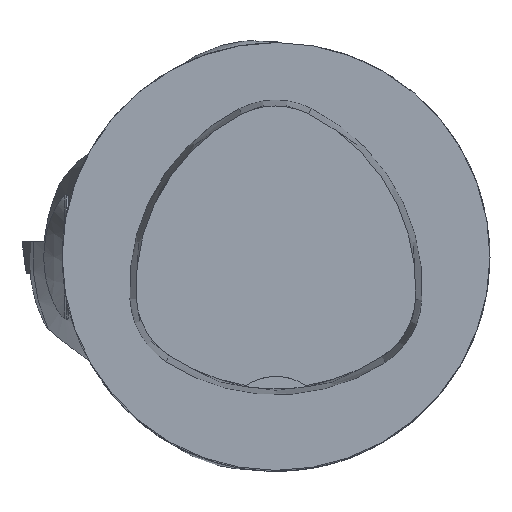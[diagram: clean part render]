
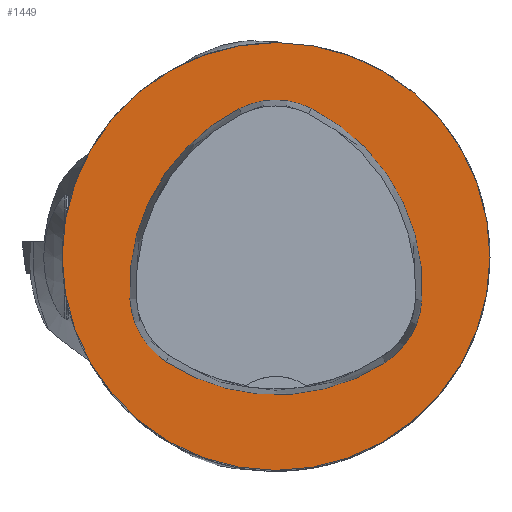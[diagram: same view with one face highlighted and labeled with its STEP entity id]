
A CAD part, top view. The second image highlights one B-rep face of the part: STEP entity #1449.
In plain terms, the highlighted planar face has unit normal (0, 0, 1).
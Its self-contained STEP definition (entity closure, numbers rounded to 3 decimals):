
#1062=PLANE('',#8462);
#1449=ADVANCED_FACE('',(#1932,#1933),#1062,.T.);
#1932=FACE_BOUND('',#2340,.T.);
#1933=FACE_BOUND('',#2341,.T.);
#2340=EDGE_LOOP('',(#5521,#5522,#5523,#5524,#5525,#5526));
#2341=EDGE_LOOP('',(#5527));
#5521=ORIENTED_EDGE('',*,*,#7572,.T.);
#5522=ORIENTED_EDGE('',*,*,#7552,.T.);
#5523=ORIENTED_EDGE('',*,*,#7556,.T.);
#5524=ORIENTED_EDGE('',*,*,#7559,.T.);
#5525=ORIENTED_EDGE('',*,*,#7562,.T.);
#5526=ORIENTED_EDGE('',*,*,#7570,.T.);
#5527=ORIENTED_EDGE('',*,*,#6657,.F.);
#5902=VERTEX_POINT('',#10833);
#6502=VERTEX_POINT('',#13492);
#6503=VERTEX_POINT('',#13493);
#6506=VERTEX_POINT('',#13501);
#6508=VERTEX_POINT('',#13507);
#6510=VERTEX_POINT('',#13513);
#6517=VERTEX_POINT('',#13534);
#6657=EDGE_CURVE('',#5902,#5902,#7739,.T.);
#7552=EDGE_CURVE('',#6502,#6503,#7885,.T.);
#7556=EDGE_CURVE('',#6503,#6506,#7887,.T.);
#7559=EDGE_CURVE('',#6506,#6508,#7889,.T.);
#7562=EDGE_CURVE('',#6508,#6510,#7891,.T.);
#7570=EDGE_CURVE('',#6510,#6517,#7895,.T.);
#7572=EDGE_CURVE('',#6517,#6502,#7897,.T.);
#7739=CIRCLE('',#7959,16.);
#7885=CIRCLE('',#8439,15.);
#7887=CIRCLE('',#8442,6.);
#7889=CIRCLE('',#8445,15.);
#7891=CIRCLE('',#8448,6.);
#7895=CIRCLE('',#8453,15.);
#7897=CIRCLE('',#8456,6.);
#7959=AXIS2_PLACEMENT_3D('',#10832,#8653,#8654);
#8439=AXIS2_PLACEMENT_3D('',#13491,#10092,#10093);
#8442=AXIS2_PLACEMENT_3D('',#13500,#10100,#10101);
#8445=AXIS2_PLACEMENT_3D('',#13506,#10107,#10108);
#8448=AXIS2_PLACEMENT_3D('',#13512,#10114,#10115);
#8453=AXIS2_PLACEMENT_3D('',#13535,#10126,#10127);
#8456=AXIS2_PLACEMENT_3D('',#13538,#10132,#10133);
#8462=AXIS2_PLACEMENT_3D('',#13544,#10144,#10145);
#8653=DIRECTION('',(0.,0.,-1.));
#8654=DIRECTION('',(-1.,0.,0.));
#10092=DIRECTION('',(0.,0.,-1.));
#10093=DIRECTION('',(-1.,0.,0.));
#10100=DIRECTION('',(0.,0.,-1.));
#10101=DIRECTION('',(-1.,0.,0.));
#10107=DIRECTION('',(0.,0.,-1.));
#10108=DIRECTION('',(-1.,0.,0.));
#10114=DIRECTION('',(0.,0.,-1.));
#10115=DIRECTION('',(-1.,0.,0.));
#10126=DIRECTION('',(0.,0.,-1.));
#10127=DIRECTION('',(-1.,0.,0.));
#10132=DIRECTION('',(0.,0.,-1.));
#10133=DIRECTION('',(-1.,0.,0.));
#10144=DIRECTION('',(0.,0.,1.));
#10145=DIRECTION('',(1.,0.,0.));
#10832=CARTESIAN_POINT('',(0.,0.,0.));
#10833=CARTESIAN_POINT('',(-16.,0.,0.));
#13491=CARTESIAN_POINT('',(4.048,-2.316,0.));
#13492=CARTESIAN_POINT('',(-10.926,-3.206,0.));
#13493=CARTESIAN_POINT('',(-2.774,11.043,0.));
#13500=CARTESIAN_POINT('',(-0.045,5.7,0.));
#13501=CARTESIAN_POINT('',(2.638,11.066,0.));
#13506=CARTESIAN_POINT('',(-4.07,-2.35,0.));
#13507=CARTESIAN_POINT('',(10.903,-3.249,0.));
#13512=CARTESIAN_POINT('',(4.914,-2.889,0.));
#13513=CARTESIAN_POINT('',(8.177,-7.924,0.));
#13534=CARTESIAN_POINT('',(-8.24,-7.859,0.));
#13535=CARTESIAN_POINT('',(0.019,4.663,0.));
#13538=CARTESIAN_POINT('',(-4.936,-2.85,0.));
#13544=CARTESIAN_POINT('',(0.,0.,0.));
